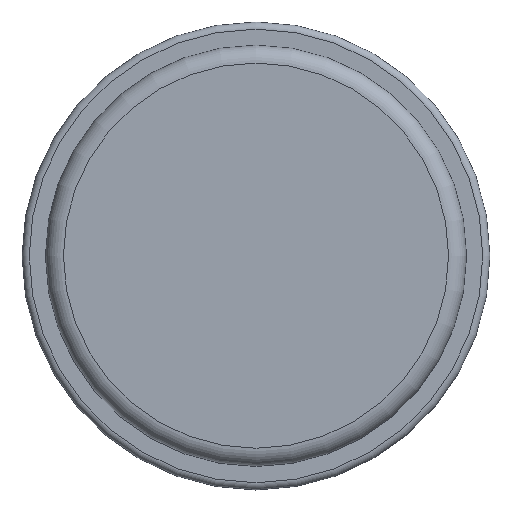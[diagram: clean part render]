
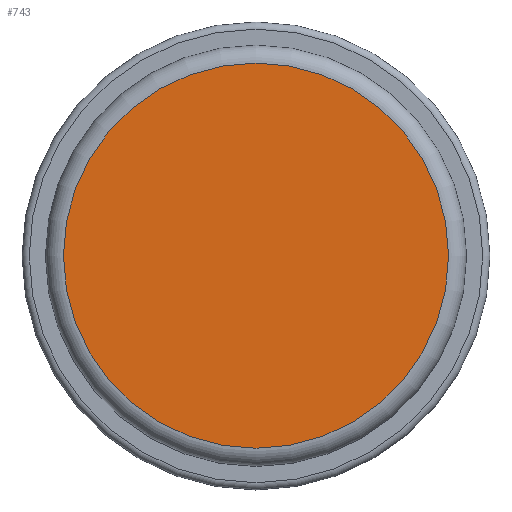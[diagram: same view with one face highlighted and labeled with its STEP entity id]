
A CAD part, top view. The second image highlights one B-rep face of the part: STEP entity #743.
In plain terms, the highlighted planar face has unit normal (0, 0, 1).
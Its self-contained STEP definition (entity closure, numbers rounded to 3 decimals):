
#217=FACE_OUTER_BOUND('',#261,.T.);
#261=EDGE_LOOP('',(#518));
#305=CIRCLE('',#805,5.35);
#320=VERTEX_POINT('',#1085);
#393=EDGE_CURVE('',#320,#320,#305,.T.);
#518=ORIENTED_EDGE('',*,*,#393,.T.);
#705=PLANE('',#810);
#743=ADVANCED_FACE('',(#217),#705,.T.);
#805=AXIS2_PLACEMENT_3D('',#1086,#881,#882);
#810=AXIS2_PLACEMENT_3D('',#1105,#897,#898);
#881=DIRECTION('center_axis',(0.,0.,1.));
#882=DIRECTION('ref_axis',(1.,0.,0.));
#897=DIRECTION('center_axis',(0.,0.,1.));
#898=DIRECTION('ref_axis',(0.,1.,0.));
#1085=CARTESIAN_POINT('',(-5.35,0.,5.7));
#1086=CARTESIAN_POINT('Origin',(0.,0.,5.7));
#1105=CARTESIAN_POINT('Origin',(0.,0.,
5.7));
